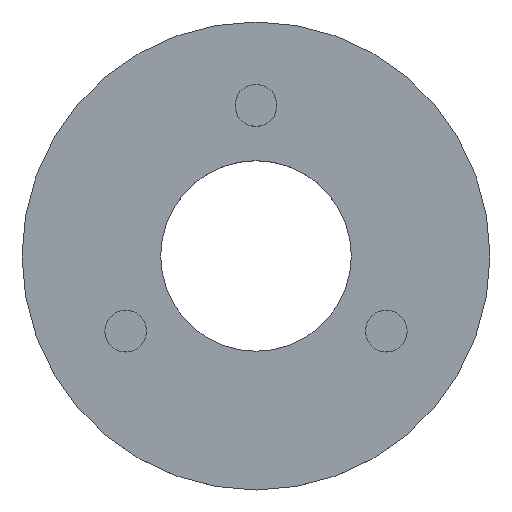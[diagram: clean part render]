
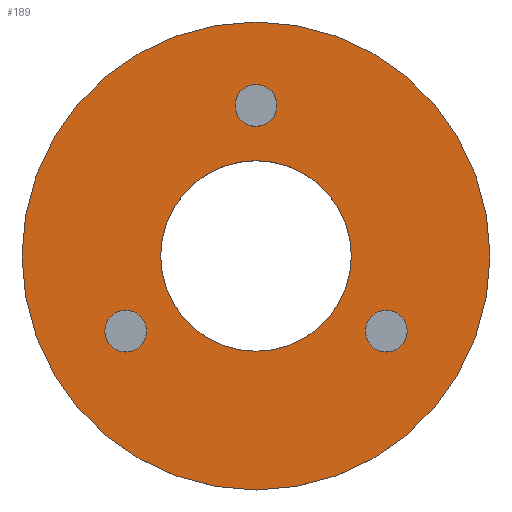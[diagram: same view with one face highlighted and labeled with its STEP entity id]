
A CAD part, top view. The second image highlights one B-rep face of the part: STEP entity #189.
In plain terms, the highlighted planar face has unit normal (0, 0, 1).
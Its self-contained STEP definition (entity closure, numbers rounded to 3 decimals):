
#39=FACE_BOUND('',#74,.T.);
#40=FACE_BOUND('',#75,.T.);
#41=FACE_BOUND('',#76,.T.);
#42=FACE_BOUND('',#77,.T.);
#56=FACE_OUTER_BOUND('',#73,.T.);
#73=EDGE_LOOP('',(#164));
#74=EDGE_LOOP('',(#165));
#75=EDGE_LOOP('',(#166));
#76=EDGE_LOOP('',(#167));
#77=EDGE_LOOP('',(#168));
#87=CIRCLE('',#209,28.);
#88=CIRCLE('',#211,2.5);
#89=CIRCLE('',#213,2.5);
#90=CIRCLE('',#215,2.5);
#91=CIRCLE('',#217,11.402);
#101=VERTEX_POINT('',#314);
#102=VERTEX_POINT('',#318);
#103=VERTEX_POINT('',#322);
#104=VERTEX_POINT('',#326);
#105=VERTEX_POINT('',#330);
#118=EDGE_CURVE('',#101,#101,#87,.T.);
#119=EDGE_CURVE('',#102,#102,#88,.T.);
#121=EDGE_CURVE('',#103,#103,#89,.T.);
#123=EDGE_CURVE('',#104,#104,#90,.T.);
#126=EDGE_CURVE('',#105,#105,#91,.T.);
#164=ORIENTED_EDGE('',*,*,#118,.T.);
#165=ORIENTED_EDGE('',*,*,#126,.F.);
#166=ORIENTED_EDGE('',*,*,#123,.F.);
#167=ORIENTED_EDGE('',*,*,#121,.F.);
#168=ORIENTED_EDGE('',*,*,#119,.F.);
#175=PLANE('',#219);
#189=ADVANCED_FACE('',(#56,#39,#40,#41,#42),#175,.F.);
#209=AXIS2_PLACEMENT_3D('',#316,#259,#260);
#211=AXIS2_PLACEMENT_3D('',#319,#263,#264);
#213=AXIS2_PLACEMENT_3D('',#323,#268,#269);
#215=AXIS2_PLACEMENT_3D('',#327,#273,#274);
#217=AXIS2_PLACEMENT_3D('',#332,#279,#280);
#219=AXIS2_PLACEMENT_3D('',#334,#283,#284);
#259=DIRECTION('center_axis',(0.,0.,1.));
#260=DIRECTION('ref_axis',(1.,0.,0.));
#263=DIRECTION('center_axis',(0.,0.,1.));
#264=DIRECTION('ref_axis',(-1.,0.,0.));
#268=DIRECTION('center_axis',(0.,0.,1.));
#269=DIRECTION('ref_axis',(-1.,0.,0.));
#273=DIRECTION('center_axis',(0.,0.,1.));
#274=DIRECTION('ref_axis',(-1.,0.,0.));
#279=DIRECTION('center_axis',(0.,0.,1.));
#280=DIRECTION('ref_axis',(1.,0.,0.));
#283=DIRECTION('center_axis',(0.,0.,-1.));
#284=DIRECTION('ref_axis',(1.,0.,0.));
#314=CARTESIAN_POINT('',(-28.,0.,-1.));
#316=CARTESIAN_POINT('Origin',(0.,0.,
-1.));
#318=CARTESIAN_POINT('',(18.088,-9.,-1.));
#319=CARTESIAN_POINT('Origin',(15.588,-9.,-1.));
#322=CARTESIAN_POINT('',(2.5,18.,-1.));
#323=CARTESIAN_POINT('Origin',(0.,18.,-1.));
#326=CARTESIAN_POINT('',(-13.088,-9.,-1.));
#327=CARTESIAN_POINT('Origin',(-15.588,-9.,-1.));
#330=CARTESIAN_POINT('',(-11.402,0.,-1.));
#332=CARTESIAN_POINT('Origin',(0.,0.,
-1.));
#334=CARTESIAN_POINT('Origin',(0.,0.,
-1.));
